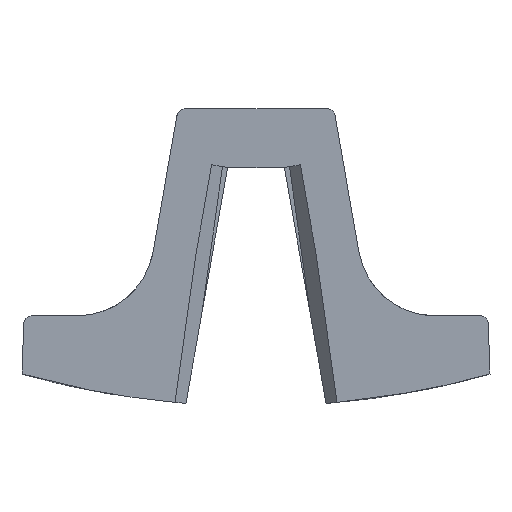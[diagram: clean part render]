
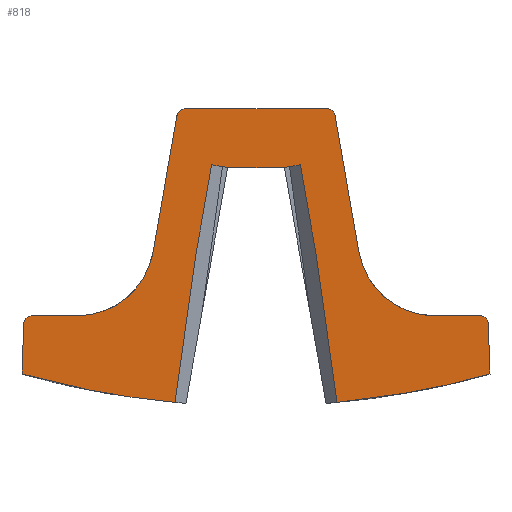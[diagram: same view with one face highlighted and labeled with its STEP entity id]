
A CAD part, top view. The second image highlights one B-rep face of the part: STEP entity #818.
In plain terms, the highlighted planar face has unit normal (0, -0.035, 0.999).
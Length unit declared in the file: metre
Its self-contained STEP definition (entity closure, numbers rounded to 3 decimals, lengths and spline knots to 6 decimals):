
#20=ELLIPSE('',#878,0.0006,0.0006);
#21=ELLIPSE('',#879,0.059146,0.05911);
#22=ELLIPSE('',#880,0.059146,0.05911);
#23=ELLIPSE('',#881,0.0006,0.0006);
#24=ELLIPSE('',#882,0.005242,0.005239);
#25=ELLIPSE('',#883,0.0006,0.0006);
#26=ELLIPSE('',#884,0.0006,0.0006);
#27=ELLIPSE('',#885,0.005242,0.005239);
#48=LINE('',#1219,#138);
#49=LINE('',#1224,#139);
#50=LINE('',#1228,#140);
#51=LINE('',#1230,#141);
#52=LINE('',#1232,#142);
#53=LINE('',#1234,#143);
#54=LINE('',#1236,#144);
#55=LINE('',#1238,#145);
#56=LINE('',#1240,#146);
#57=LINE('',#1244,#147);
#58=LINE('',#1248,#148);
#59=LINE('',#1252,#149);
#60=LINE('',#1256,#150);
#61=LINE('',#1260,#151);
#138=VECTOR('',#959,1.);
#139=VECTOR('',#962,1.);
#140=VECTOR('',#965,1.);
#141=VECTOR('',#966,1.);
#142=VECTOR('',#967,1.);
#143=VECTOR('',#968,1.);
#144=VECTOR('',#969,1.);
#145=VECTOR('',#970,1.);
#146=VECTOR('',#971,1.);
#147=VECTOR('',#974,1.);
#148=VECTOR('',#977,1.);
#149=VECTOR('',#980,1.);
#150=VECTOR('',#983,1.);
#151=VECTOR('',#986,1.);
#228=PLANE('',#877);
#268=ORIENTED_EDGE('',*,*,#512,.F.);
#269=ORIENTED_EDGE('',*,*,#513,.T.);
#270=ORIENTED_EDGE('',*,*,#514,.F.);
#271=ORIENTED_EDGE('',*,*,#515,.T.);
#272=ORIENTED_EDGE('',*,*,#516,.F.);
#273=ORIENTED_EDGE('',*,*,#517,.F.);
#274=ORIENTED_EDGE('',*,*,#518,.F.);
#275=ORIENTED_EDGE('',*,*,#519,.T.);
#276=ORIENTED_EDGE('',*,*,#520,.T.);
#277=ORIENTED_EDGE('',*,*,#521,.T.);
#278=ORIENTED_EDGE('',*,*,#522,.T.);
#279=ORIENTED_EDGE('',*,*,#523,.T.);
#280=ORIENTED_EDGE('',*,*,#524,.F.);
#281=ORIENTED_EDGE('',*,*,#525,.T.);
#282=ORIENTED_EDGE('',*,*,#526,.F.);
#283=ORIENTED_EDGE('',*,*,#527,.T.);
#284=ORIENTED_EDGE('',*,*,#528,.F.);
#285=ORIENTED_EDGE('',*,*,#529,.T.);
#286=ORIENTED_EDGE('',*,*,#530,.F.);
#287=ORIENTED_EDGE('',*,*,#531,.T.);
#288=ORIENTED_EDGE('',*,*,#532,.F.);
#289=ORIENTED_EDGE('',*,*,#533,.T.);
#512=EDGE_CURVE('',#634,#635,#48,.T.);
#513=EDGE_CURVE('',#634,#636,#20,.T.);
#514=EDGE_CURVE('',#637,#636,#49,.F.);
#515=EDGE_CURVE('',#637,#638,#21,.T.);
#516=EDGE_CURVE('',#639,#638,#50,.T.);
#517=EDGE_CURVE('',#640,#639,#51,.T.);
#518=EDGE_CURVE('',#641,#640,#52,.T.);
#519=EDGE_CURVE('',#641,#642,#53,.T.);
#520=EDGE_CURVE('',#642,#643,#54,.T.);
#521=EDGE_CURVE('',#643,#644,#55,.T.);
#522=EDGE_CURVE('',#644,#645,#56,.F.);
#523=EDGE_CURVE('',#645,#646,#22,.T.);
#524=EDGE_CURVE('',#647,#646,#57,.F.);
#525=EDGE_CURVE('',#647,#648,#23,.T.);
#526=EDGE_CURVE('',#649,#648,#58,.T.);
#527=EDGE_CURVE('',#649,#650,#24,.F.);
#528=EDGE_CURVE('',#651,#650,#59,.T.);
#529=EDGE_CURVE('',#651,#652,#25,.T.);
#530=EDGE_CURVE('',#653,#652,#60,.T.);
#531=EDGE_CURVE('',#653,#654,#26,.T.);
#532=EDGE_CURVE('',#655,#654,#61,.T.);
#533=EDGE_CURVE('',#655,#635,#27,.F.);
#634=VERTEX_POINT('',#1220);
#635=VERTEX_POINT('',#1221);
#636=VERTEX_POINT('',#1223);
#637=VERTEX_POINT('',#1225);
#638=VERTEX_POINT('',#1227);
#639=VERTEX_POINT('',#1229);
#640=VERTEX_POINT('',#1231);
#641=VERTEX_POINT('',#1233);
#642=VERTEX_POINT('',#1235);
#643=VERTEX_POINT('',#1237);
#644=VERTEX_POINT('',#1239);
#645=VERTEX_POINT('',#1241);
#646=VERTEX_POINT('',#1243);
#647=VERTEX_POINT('',#1245);
#648=VERTEX_POINT('',#1247);
#649=VERTEX_POINT('',#1249);
#650=VERTEX_POINT('',#1251);
#651=VERTEX_POINT('',#1253);
#652=VERTEX_POINT('',#1255);
#653=VERTEX_POINT('',#1257);
#654=VERTEX_POINT('',#1259);
#655=VERTEX_POINT('',#1261);
#718=EDGE_LOOP('',(#268,#269,#270,#271,#272,#273,#274,#275,#276,#277,#278,
#279,#280,#281,#282,#283,#284,#285,#286,#287,#288,#289));
#768=FACE_BOUND('',#718,.T.);
#818=ADVANCED_FACE('',(#768),#228,.T.);
#877=AXIS2_PLACEMENT_3D('',#1218,#957,#958);
#878=AXIS2_PLACEMENT_3D('',#1222,#960,#961);
#879=AXIS2_PLACEMENT_3D('',#1226,#963,#964);
#880=AXIS2_PLACEMENT_3D('',#1242,#972,#973);
#881=AXIS2_PLACEMENT_3D('',#1246,#975,#976);
#882=AXIS2_PLACEMENT_3D('',#1250,#978,#979);
#883=AXIS2_PLACEMENT_3D('',#1254,#981,#982);
#884=AXIS2_PLACEMENT_3D('',#1258,#984,#985);
#885=AXIS2_PLACEMENT_3D('',#1262,#987,#988);
#957=DIRECTION('',(0.,-0.035,0.999));
#958=DIRECTION('',(0.,-0.999,-0.035));
#959=DIRECTION('',(1.,0.,0.));
#960=DIRECTION('',(0.,-0.035,0.999));
#961=DIRECTION('',(0.,-0.999,-0.035));
#962=DIRECTION('',(-0.035,-0.999,-0.035));
#963=DIRECTION('',(0.,-0.035,0.999));
#964=DIRECTION('',(0.,0.999,0.035));
#965=DIRECTION('',(-0.139,-0.99,-0.035));
#966=DIRECTION('',(-0.174,-0.984,-0.034));
#967=DIRECTION('',(-0.985,0.174,0.006));
#968=DIRECTION('',(1.,0.,0.));
#969=DIRECTION('',(0.985,0.174,0.006));
#970=DIRECTION('',(0.174,-0.984,-0.034));
#971=DIRECTION('',(-0.139,0.99,0.035));
#972=DIRECTION('',(0.,-0.035,0.999));
#973=DIRECTION('',(0.,0.999,0.035));
#974=DIRECTION('',(-0.035,0.999,0.035));
#975=DIRECTION('',(0.,-0.035,0.999));
#976=DIRECTION('',(0.,-0.999,-0.035));
#977=DIRECTION('',(1.,0.,0.));
#978=DIRECTION('',(0.,-0.035,0.999));
#979=DIRECTION('',(0.,-0.999,-0.035));
#980=DIRECTION('',(0.174,-0.984,-0.034));
#981=DIRECTION('',(0.,-0.035,0.999));
#982=DIRECTION('',(0.,0.999,0.035));
#983=DIRECTION('',(1.,0.,0.));
#984=DIRECTION('',(0.,-0.035,0.999));
#985=DIRECTION('',(0.,0.999,0.035));
#986=DIRECTION('',(0.174,0.984,0.034));
#987=DIRECTION('',(0.,-0.035,0.999));
#988=DIRECTION('',(0.,-0.999,-0.035));
#1218=CARTESIAN_POINT('',(0.00015,0.009808,0.009));
#1219=CARTESIAN_POINT('',(0.00015,-0.004269,0.008508));
#1220=CARTESIAN_POINT('',(-0.015037,-0.004269,0.008508));
#1221=CARTESIAN_POINT('',(-0.012013,-0.004269,0.008508));
#1222=CARTESIAN_POINT('',(-0.015037,-0.004869,0.008487));
#1223=CARTESIAN_POINT('',(-0.015637,-0.004848,0.008488));
#1224=CARTESIAN_POINT('',(-0.015106,0.01034,0.009019));
#1225=CARTESIAN_POINT('',(-0.015755,-0.00823,0.00837));
#1226=CARTESIAN_POINT('',(0.00015,0.0487,0.010358));
#1227=CARTESIAN_POINT('',(-0.005357,-0.010153,0.008303));
#1228=CARTESIAN_POINT('',(-0.002493,0.01018,0.009013));
#1229=CARTESIAN_POINT('',(-0.003957,-0.000215,0.00865));
#1230=CARTESIAN_POINT('',(-0.002119,0.010207,0.009014));
#1231=CARTESIAN_POINT('',(-0.002861,0.005999,0.008867));
#1232=CARTESIAN_POINT('',(-0.000593,0.005599,0.008853));
#1233=CARTESIAN_POINT('',(-0.001778,0.005808,0.00886));
#1234=CARTESIAN_POINT('',(0.00015,0.005808,0.00886));
#1235=CARTESIAN_POINT('',(0.002077,0.005808,0.00886));
#1236=CARTESIAN_POINT('',(0.000893,0.005599,0.008853));
#1237=CARTESIAN_POINT('',(0.003161,0.005999,0.008867));
#1238=CARTESIAN_POINT('',(0.002419,0.010207,0.009014));
#1239=CARTESIAN_POINT('',(0.004256,-0.000215,0.00865));
#1240=CARTESIAN_POINT('',(0.004778,-0.003916,0.008521));
#1241=CARTESIAN_POINT('',(0.005656,-0.010153,0.008303));
#1242=CARTESIAN_POINT('',(0.00015,0.0487,0.010358));
#1243=CARTESIAN_POINT('',(0.016054,-0.00823,0.00837));
#1244=CARTESIAN_POINT('',(0.015406,0.01034,0.009019));
#1245=CARTESIAN_POINT('',(0.015936,-0.004848,0.008488));
#1246=CARTESIAN_POINT('',(0.015336,-0.004869,0.008487));
#1247=CARTESIAN_POINT('',(0.015336,-0.004269,0.008508));
#1248=CARTESIAN_POINT('',(0.00015,-0.004269,0.008508));
#1249=CARTESIAN_POINT('',(0.012312,-0.004269,0.008508));
#1250=CARTESIAN_POINT('',(0.012312,0.00097,0.008691));
#1251=CARTESIAN_POINT('',(0.007152,0.000061,0.00866));
#1252=CARTESIAN_POINT('',(0.005275,0.01071,0.009032));
#1253=CARTESIAN_POINT('',(0.005521,0.009312,0.008983));
#1254=CARTESIAN_POINT('',(0.00493,0.009208,0.008979));
#1255=CARTESIAN_POINT('',(0.00493,0.009808,0.009));
#1256=CARTESIAN_POINT('',(0.00015,0.009808,0.009));
#1257=CARTESIAN_POINT('',(-0.004631,0.009808,0.009));
#1258=CARTESIAN_POINT('',(-0.004631,0.009208,0.008979));
#1259=CARTESIAN_POINT('',(-0.005222,0.009312,0.008983));
#1260=CARTESIAN_POINT('',(-0.004975,0.01071,0.009032));
#1261=CARTESIAN_POINT('',(-0.006853,0.000061,0.00866));
#1262=CARTESIAN_POINT('',(-0.012013,0.00097,0.008691));
